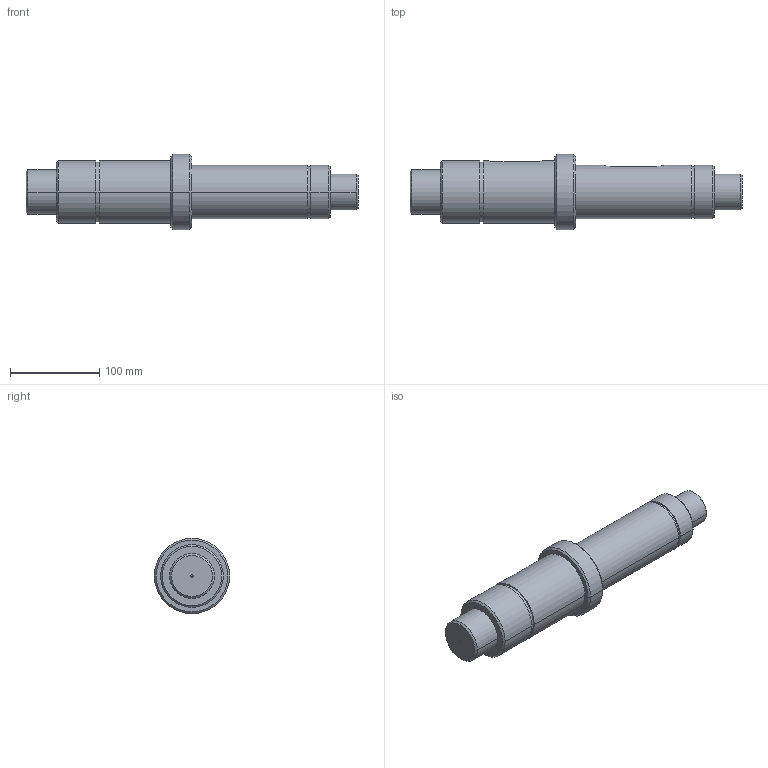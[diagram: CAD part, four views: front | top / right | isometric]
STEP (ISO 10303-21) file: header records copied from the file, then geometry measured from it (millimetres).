
FILE_DESCRIPTION((''),'2;1');
FILE_NAME('2000','2022-11-17T09:14:24',('A'),('IRISOFT'),'CREO PARAMETRIC BY PTC INC, 2022164','CREO PARAMETRIC BY PTC INC, 2022164','');
FILE_SCHEMA(('AUTOMOTIVE_DESIGN { 1 0 10303 214 1 1 1 1 }'));
Length unit declared in the file: millimetre
Products named in the file (1): 2000
Bounding box: 371 x 84 x 84 mm (x, y, z)
Volume: 1151212.9 mm3; surface area: 84279 mm2
Topology: 1 solids, 1 shells, 58 faces, 128 edges, 78 vertices
Faces by surface type: cylinder 26, plane 16, cone 12, sphere 4
Entity records: 2047 total; most frequent: CARTESIAN_POINT 345, DIRECTION 328, ORIENTED_EDGE 248, AXIS2_PLACEMENT_3D 134, EDGE_CURVE 124, VERTEX_POINT 78, EDGE_LOOP 68, CIRCLE 64
